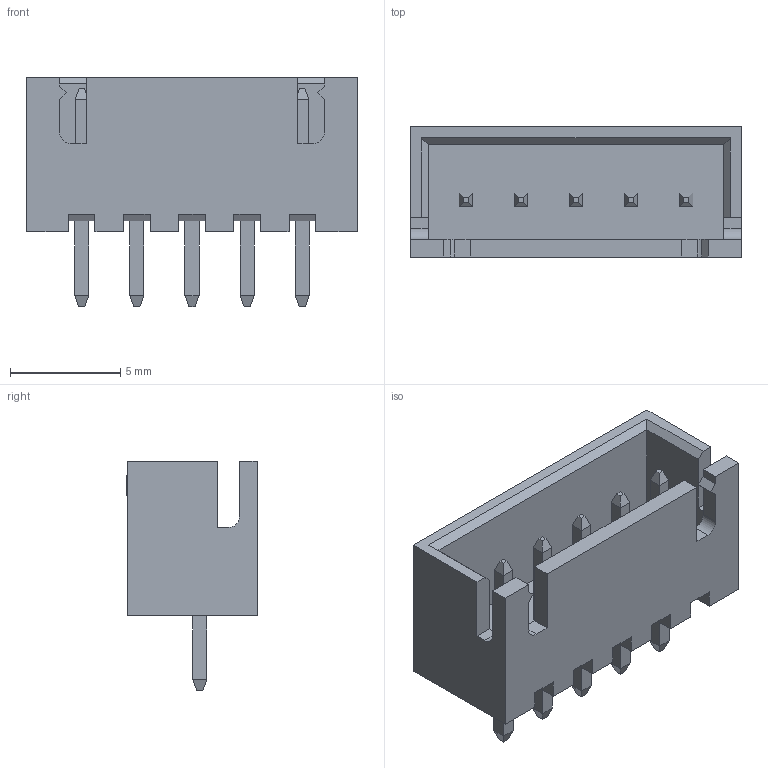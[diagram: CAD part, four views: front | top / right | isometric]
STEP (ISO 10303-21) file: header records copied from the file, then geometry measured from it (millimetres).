
FILE_DESCRIPTION (( 'STEP AP214' ), '1' );
FILE_NAME ('CONN-TH_5P-P2.50_ZX-XH2.54-5PZZ.STEP', '2023-07-10T11:59:31', ( '' ), ( '' ), 'SwSTEP 2.0', 'SolidWorks 2020', '' );
FILE_SCHEMA (( 'AUTOMOTIVE_DESIGN' ));
Length unit declared in the file: millimetre
Products named in the file (1): CONN-TH_5P-P2.50_ZX-XH2.54-5PZZ
Bounding box: 15 x 5.91 x 10.4 mm (x, y, z)
Volume: 315.2 mm3; surface area: 758.8 mm2
Topology: 1 solids, 1 shells, 381 faces, 1008 edges, 658 vertices
Faces by surface type: plane 279, bspline 98, cylinder 4
Entity records: 16331 total; most frequent: CARTESIAN_POINT 3354, ORIENTED_EDGE 2016, DIRECTION 1384, EDGE_CURVE 1008, VECTOR 800, LINE 800, VERTEX_POINT 658, EDGE_LOOP 410
